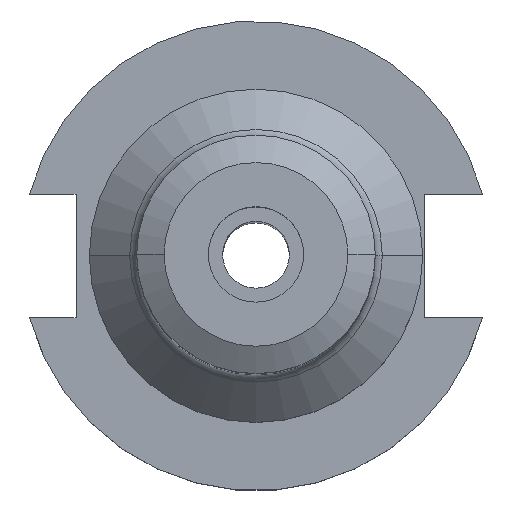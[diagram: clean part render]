
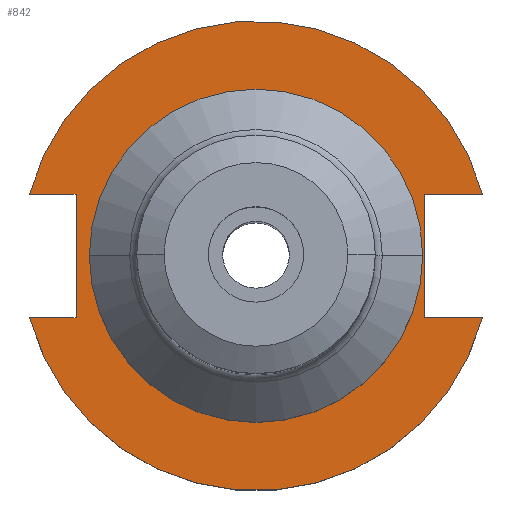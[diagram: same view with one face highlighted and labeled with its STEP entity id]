
A CAD part, top view. The second image highlights one B-rep face of the part: STEP entity #842.
In plain terms, the highlighted planar face has unit normal (0, 0, 1).
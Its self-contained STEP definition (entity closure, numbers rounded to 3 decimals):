
#2 = EDGE_CURVE ( 'NONE', #61, #936, #1994, .T. ) ;
#37 = CIRCLE ( 'NONE', #1392, 49.212 ) ;
#50 = DIRECTION ( 'NONE',  ( 0., 0., 1. ) ) ;
#55 = EDGE_CURVE ( 'NONE', #936, #272, #191, .T. ) ;
#61 = VERTEX_POINT ( 'NONE', #1221 ) ;
#72 = CARTESIAN_POINT ( 'NONE',  ( 34.925, 0., 19.05 ) ) ;
#101 = CARTESIAN_POINT ( 'NONE',  ( -47.477, -12.954, 19.05 ) ) ;
#133 = LINE ( 'NONE', #1615, #1572 ) ;
#148 = EDGE_LOOP ( 'NONE', ( #268, #527, #176, #961, #501, #253, #1426, #1567 ) ) ;
#176 = ORIENTED_EDGE ( 'NONE', *, *, #2, .F. ) ;
#189 = FACE_BOUND ( 'NONE', #780, .T. ) ;
#191 = LINE ( 'NONE', #1690, #622 ) ;
#231 = DIRECTION ( 'NONE',  ( 1., 0., 0. ) ) ;
#253 = ORIENTED_EDGE ( 'NONE', *, *, #298, .F. ) ;
#268 = ORIENTED_EDGE ( 'NONE', *, *, #1000, .T. ) ;
#272 = VERTEX_POINT ( 'NONE', #399 ) ;
#278 = DIRECTION ( 'NONE',  ( 0., -1., 0. ) ) ;
#279 = DIRECTION ( 'NONE',  ( 0., 0., 1. ) ) ;
#298 = EDGE_CURVE ( 'NONE', #1406, #1072, #316, .T. ) ;
#316 = LINE ( 'NONE', #390, #456 ) ;
#357 = DIRECTION ( 'NONE',  ( 1., 0., 0. ) ) ;
#359 = VECTOR ( 'NONE', #357, 1000. ) ;
#390 = CARTESIAN_POINT ( 'NONE',  ( -63.719, 12.954, 19.05 ) ) ;
#399 = CARTESIAN_POINT ( 'NONE',  ( 47.477, -12.954, 19.05 ) ) ;
#420 = LINE ( 'NONE', #1283, #359 ) ;
#436 = DIRECTION ( 'NONE',  ( 1., 0., 0. ) ) ;
#453 = CARTESIAN_POINT ( 'NONE',  ( -37.719, -12.954, 19.05 ) ) ;
#456 = VECTOR ( 'NONE', #1942, 1000. ) ;
#494 = EDGE_CURVE ( 'NONE', #1265, #61, #1834, .T. ) ;
#501 = ORIENTED_EDGE ( 'NONE', *, *, #1848, .T. ) ;
#527 = ORIENTED_EDGE ( 'NONE', *, *, #55, .F. ) ;
#575 = DIRECTION ( 'NONE',  ( 1., 0., 0. ) ) ;
#610 = CARTESIAN_POINT ( 'NONE',  ( 47.477, 12.954, 19.05 ) ) ;
#616 = AXIS2_PLACEMENT_3D ( 'NONE', #1499, #1513, #575 ) ;
#622 = VECTOR ( 'NONE', #436, 1000. ) ;
#625 = VERTEX_POINT ( 'NONE', #1290 ) ;
#669 = ORIENTED_EDGE ( 'NONE', *, *, #902, .F. ) ;
#723 = CIRCLE ( 'NONE', #983, 49.212 ) ;
#736 = DIRECTION ( 'NONE',  ( 1., 0., 0. ) ) ;
#780 = EDGE_LOOP ( 'NONE', ( #791, #669 ) ) ;
#791 = ORIENTED_EDGE ( 'NONE', *, *, #1475, .F. ) ;
#813 = VERTEX_POINT ( 'NONE', #72 ) ;
#832 = DIRECTION ( 'NONE',  ( 0., 0., 1. ) ) ;
#842 = ADVANCED_FACE ( 'NONE', ( #189, #951 ), #1651, .T. ) ;
#902 = EDGE_CURVE ( 'NONE', #625, #813, #1236, .T. ) ;
#936 = VERTEX_POINT ( 'NONE', #1191 ) ;
#951 = FACE_OUTER_BOUND ( 'NONE', #148, .T. ) ;
#961 = ORIENTED_EDGE ( 'NONE', *, *, #494, .F. ) ;
#977 = VECTOR ( 'NONE', #1865, 1000. ) ;
#983 = AXIS2_PLACEMENT_3D ( 'NONE', #1926, #50, #1148 ) ;
#995 = AXIS2_PLACEMENT_3D ( 'NONE', #1174, #832, #231 ) ;
#1000 = EDGE_CURVE ( 'NONE', #1011, #272, #37, .T. ) ;
#1011 = VERTEX_POINT ( 'NONE', #101 ) ;
#1052 = CARTESIAN_POINT ( 'NONE',  ( 0., 0., 19.05 ) ) ;
#1053 = DIRECTION ( 'NONE',  ( 1., 0., 0. ) ) ;
#1072 = VERTEX_POINT ( 'NONE', #2022 ) ;
#1148 = DIRECTION ( 'NONE',  ( 1., 0., 0. ) ) ;
#1174 = CARTESIAN_POINT ( 'NONE',  ( 0., 49.212, 19.05 ) ) ;
#1191 = CARTESIAN_POINT ( 'NONE',  ( 35.306, -12.954, 19.05 ) ) ;
#1221 = CARTESIAN_POINT ( 'NONE',  ( 35.306, 12.954, 19.05 ) ) ;
#1236 = CIRCLE ( 'NONE', #616, 34.925 ) ;
#1265 = VERTEX_POINT ( 'NONE', #610 ) ;
#1283 = CARTESIAN_POINT ( 'NONE',  ( -63.719, -12.954, 19.05 ) ) ;
#1290 = CARTESIAN_POINT ( 'NONE',  ( -34.925, 0., 19.05 ) ) ;
#1299 = DIRECTION ( 'NONE',  ( 0., 1., 0. ) ) ;
#1362 = DIRECTION ( 'NONE',  ( 0., 0., 1. ) ) ;
#1392 = AXIS2_PLACEMENT_3D ( 'NONE', #1668, #1362, #1053 ) ;
#1406 = VERTEX_POINT ( 'NONE', #1774 ) ;
#1426 = ORIENTED_EDGE ( 'NONE', *, *, #1432, .F. ) ;
#1432 = EDGE_CURVE ( 'NONE', #1659, #1406, #133, .T. ) ;
#1475 = EDGE_CURVE ( 'NONE', #813, #625, #1754, .T. ) ;
#1499 = CARTESIAN_POINT ( 'NONE',  ( 0., 0., 19.05 ) ) ;
#1503 = VECTOR ( 'NONE', #278, 1000. ) ;
#1513 = DIRECTION ( 'NONE',  ( 0., 0., 1. ) ) ;
#1567 = ORIENTED_EDGE ( 'NONE', *, *, #1745, .F. ) ;
#1572 = VECTOR ( 'NONE', #1299, 1000. ) ;
#1615 = CARTESIAN_POINT ( 'NONE',  ( -37.719, 12.954, 19.05 ) ) ;
#1651 = PLANE ( 'NONE',  #995 ) ;
#1659 = VERTEX_POINT ( 'NONE', #453 ) ;
#1668 = CARTESIAN_POINT ( 'NONE',  ( 0., 0., 19.05 ) ) ;
#1690 = CARTESIAN_POINT ( 'NONE',  ( 35.306, -12.954, 19.05 ) ) ;
#1745 = EDGE_CURVE ( 'NONE', #1011, #1659, #420, .T. ) ;
#1754 = CIRCLE ( 'NONE', #1840, 34.925 ) ;
#1774 = CARTESIAN_POINT ( 'NONE',  ( -37.719, 12.954, 19.05 ) ) ;
#1834 = LINE ( 'NONE', #1842, #977 ) ;
#1840 = AXIS2_PLACEMENT_3D ( 'NONE', #1052, #279, #736 ) ;
#1842 = CARTESIAN_POINT ( 'NONE',  ( 35.306, 12.954, 19.05 ) ) ;
#1848 = EDGE_CURVE ( 'NONE', #1265, #1072, #723, .T. ) ;
#1865 = DIRECTION ( 'NONE',  ( -1., 0., 0. ) ) ;
#1926 = CARTESIAN_POINT ( 'NONE',  ( 0., 0., 19.05 ) ) ;
#1942 = DIRECTION ( 'NONE',  ( -1., 0., 0. ) ) ;
#1985 = CARTESIAN_POINT ( 'NONE',  ( 35.306, 12.954, 19.05 ) ) ;
#1994 = LINE ( 'NONE', #1985, #1503 ) ;
#2022 = CARTESIAN_POINT ( 'NONE',  ( -47.477, 12.954, 19.05 ) ) ;
